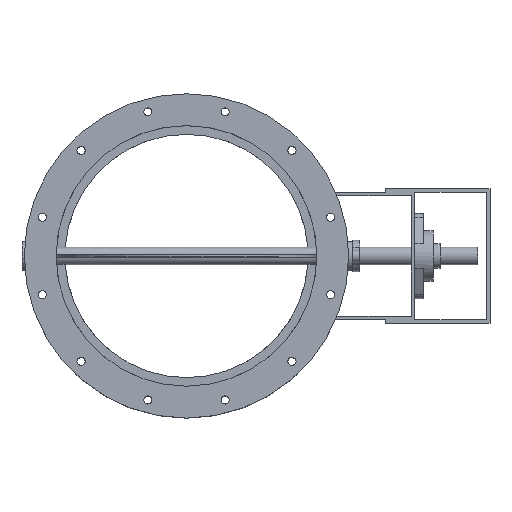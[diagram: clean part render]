
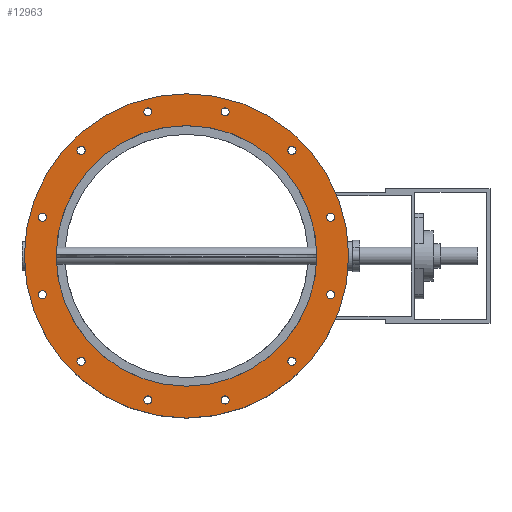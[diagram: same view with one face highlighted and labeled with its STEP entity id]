
A CAD part, top view. The second image highlights one B-rep face of the part: STEP entity #12963.
In plain terms, the highlighted planar face has unit normal (0, 0, 1).
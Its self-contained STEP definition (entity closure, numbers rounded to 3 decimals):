
#121=CIRCLE('',#13531,225.);
#127=CIRCLE('',#13541,280.);
#128=CIRCLE('',#13542,7.);
#129=CIRCLE('',#13543,7.);
#130=CIRCLE('',#13544,7.);
#131=CIRCLE('',#13545,7.);
#132=CIRCLE('',#13546,7.);
#133=CIRCLE('',#13547,7.);
#134=CIRCLE('',#13548,7.);
#135=CIRCLE('',#13549,7.);
#136=CIRCLE('',#13550,7.);
#137=CIRCLE('',#13551,7.);
#138=CIRCLE('',#13552,7.);
#139=CIRCLE('',#13553,7.);
#281=FACE_BOUND('',#2097,.T.);
#282=FACE_BOUND('',#2098,.T.);
#283=FACE_BOUND('',#2099,.T.);
#284=FACE_BOUND('',#2100,.T.);
#285=FACE_BOUND('',#2101,.T.);
#286=FACE_BOUND('',#2102,.T.);
#287=FACE_BOUND('',#2103,.T.);
#288=FACE_BOUND('',#2104,.T.);
#289=FACE_BOUND('',#2105,.T.);
#290=FACE_BOUND('',#2106,.T.);
#291=FACE_BOUND('',#2107,.T.);
#292=FACE_BOUND('',#2108,.T.);
#293=FACE_BOUND('',#2109,.T.);
#724=PLANE('',#13540);
#1341=FACE_OUTER_BOUND('',#2096,.T.);
#2096=EDGE_LOOP('',(#11251));
#2097=EDGE_LOOP('',(#11252));
#2098=EDGE_LOOP('',(#11253));
#2099=EDGE_LOOP('',(#11254));
#2100=EDGE_LOOP('',(#11255));
#2101=EDGE_LOOP('',(#11256));
#2102=EDGE_LOOP('',(#11257));
#2103=EDGE_LOOP('',(#11258));
#2104=EDGE_LOOP('',(#11259));
#2105=EDGE_LOOP('',(#11260));
#2106=EDGE_LOOP('',(#11261));
#2107=EDGE_LOOP('',(#11262));
#2108=EDGE_LOOP('',(#11263));
#2109=EDGE_LOOP('',(#11264));
#6254=VERTEX_POINT('',#22240);
#6265=VERTEX_POINT('',#22321);
#6266=VERTEX_POINT('',#22323);
#6267=VERTEX_POINT('',#22325);
#6268=VERTEX_POINT('',#22327);
#6269=VERTEX_POINT('',#22329);
#6270=VERTEX_POINT('',#22331);
#6271=VERTEX_POINT('',#22333);
#6272=VERTEX_POINT('',#22335);
#6273=VERTEX_POINT('',#22337);
#6274=VERTEX_POINT('',#22339);
#6275=VERTEX_POINT('',#22341);
#6276=VERTEX_POINT('',#22343);
#6277=VERTEX_POINT('',#22345);
#7946=EDGE_CURVE('',#6254,#6254,#121,.T.);
#7961=EDGE_CURVE('',#6265,#6265,#127,.T.);
#7962=EDGE_CURVE('',#6266,#6266,#128,.T.);
#7963=EDGE_CURVE('',#6267,#6267,#129,.T.);
#7964=EDGE_CURVE('',#6268,#6268,#130,.T.);
#7965=EDGE_CURVE('',#6269,#6269,#131,.T.);
#7966=EDGE_CURVE('',#6270,#6270,#132,.T.);
#7967=EDGE_CURVE('',#6271,#6271,#133,.T.);
#7968=EDGE_CURVE('',#6272,#6272,#134,.T.);
#7969=EDGE_CURVE('',#6273,#6273,#135,.T.);
#7970=EDGE_CURVE('',#6274,#6274,#136,.T.);
#7971=EDGE_CURVE('',#6275,#6275,#137,.T.);
#7972=EDGE_CURVE('',#6276,#6276,#138,.T.);
#7973=EDGE_CURVE('',#6277,#6277,#139,.T.);
#11251=ORIENTED_EDGE('',*,*,#7961,.T.);
#11252=ORIENTED_EDGE('',*,*,#7962,.T.);
#11253=ORIENTED_EDGE('',*,*,#7963,.T.);
#11254=ORIENTED_EDGE('',*,*,#7964,.T.);
#11255=ORIENTED_EDGE('',*,*,#7965,.T.);
#11256=ORIENTED_EDGE('',*,*,#7966,.T.);
#11257=ORIENTED_EDGE('',*,*,#7967,.T.);
#11258=ORIENTED_EDGE('',*,*,#7968,.T.);
#11259=ORIENTED_EDGE('',*,*,#7969,.T.);
#11260=ORIENTED_EDGE('',*,*,#7970,.T.);
#11261=ORIENTED_EDGE('',*,*,#7971,.T.);
#11262=ORIENTED_EDGE('',*,*,#7972,.T.);
#11263=ORIENTED_EDGE('',*,*,#7973,.T.);
#11264=ORIENTED_EDGE('',*,*,#7946,.T.);
#12963=ADVANCED_FACE('',(#1341,#281,#282,#283,#284,#285,#286,#287,#288,
#289,#290,#291,#292,#293),#724,.T.);
#13531=AXIS2_PLACEMENT_3D('',#22242,#15808,#15809);
#13540=AXIS2_PLACEMENT_3D('',#22320,#15831,#15832);
#13541=AXIS2_PLACEMENT_3D('',#22322,#15833,#15834);
#13542=AXIS2_PLACEMENT_3D('',#22324,#15835,#15836);
#13543=AXIS2_PLACEMENT_3D('',#22326,#15837,#15838);
#13544=AXIS2_PLACEMENT_3D('',#22328,#15839,#15840);
#13545=AXIS2_PLACEMENT_3D('',#22330,#15841,#15842);
#13546=AXIS2_PLACEMENT_3D('',#22332,#15843,#15844);
#13547=AXIS2_PLACEMENT_3D('',#22334,#15845,#15846);
#13548=AXIS2_PLACEMENT_3D('',#22336,#15847,#15848);
#13549=AXIS2_PLACEMENT_3D('',#22338,#15849,#15850);
#13550=AXIS2_PLACEMENT_3D('',#22340,#15851,#15852);
#13551=AXIS2_PLACEMENT_3D('',#22342,#15853,#15854);
#13552=AXIS2_PLACEMENT_3D('',#22344,#15855,#15856);
#13553=AXIS2_PLACEMENT_3D('',#22346,#15857,#15858);
#15808=DIRECTION('center_axis',(0.,0.,-1.));
#15809=DIRECTION('ref_axis',(-1.,0.,0.));
#15831=DIRECTION('center_axis',(0.,0.,1.));
#15832=DIRECTION('ref_axis',(1.,0.,0.));
#15833=DIRECTION('center_axis',(0.,0.,1.));
#15834=DIRECTION('ref_axis',(1.,0.,0.));
#15835=DIRECTION('center_axis',(0.,0.,-1.));
#15836=DIRECTION('ref_axis',(0.866,0.5,0.));
#15837=DIRECTION('center_axis',(0.,0.,-1.));
#15838=DIRECTION('ref_axis',(0.5,0.866,0.));
#15839=DIRECTION('center_axis',(0.,0.,-1.));
#15840=DIRECTION('ref_axis',(0.,1.,0.));
#15841=DIRECTION('center_axis',(0.,0.,-1.));
#15842=DIRECTION('ref_axis',(-0.5,0.866,0.));
#15843=DIRECTION('center_axis',(0.,0.,-1.));
#15844=DIRECTION('ref_axis',(-0.866,0.5,0.));
#15845=DIRECTION('center_axis',(0.,0.,-1.));
#15846=DIRECTION('ref_axis',(-1.,0.,0.));
#15847=DIRECTION('center_axis',(0.,0.,-1.));
#15848=DIRECTION('ref_axis',(-0.866,-0.5,0.));
#15849=DIRECTION('center_axis',(0.,0.,-1.));
#15850=DIRECTION('ref_axis',(-0.5,-0.866,0.));
#15851=DIRECTION('center_axis',(0.,0.,-1.));
#15852=DIRECTION('ref_axis',(0.,-1.,0.));
#15853=DIRECTION('center_axis',(0.,0.,-1.));
#15854=DIRECTION('ref_axis',(0.5,-0.866,0.));
#15855=DIRECTION('center_axis',(0.,0.,-1.));
#15856=DIRECTION('ref_axis',(0.866,-0.5,0.));
#15857=DIRECTION('center_axis',(0.,0.,-1.));
#15858=DIRECTION('ref_axis',(1.,0.,0.));
#22240=CARTESIAN_POINT('',(225.,0.,80.));
#22242=CARTESIAN_POINT('Origin',(0.,0.,80.));
#22320=CARTESIAN_POINT('Origin',(0.,0.,80.));
#22321=CARTESIAN_POINT('',(-280.,0.,80.));
#22322=CARTESIAN_POINT('Origin',(0.,0.,80.));
#22323=CARTESIAN_POINT('',(-72.708,245.226,80.));
#22324=CARTESIAN_POINT('Origin',(-66.646,248.726,80.));
#22325=CARTESIAN_POINT('',(-185.58,176.018,80.));
#22326=CARTESIAN_POINT('Origin',(-182.08,182.08,80.));
#22327=CARTESIAN_POINT('',(-248.726,59.646,80.));
#22328=CARTESIAN_POINT('Origin',(-248.726,66.646,80.));
#22329=CARTESIAN_POINT('',(-245.226,-72.708,80.));
#22330=CARTESIAN_POINT('Origin',(-248.726,-66.646,80.));
#22331=CARTESIAN_POINT('',(-176.018,-185.58,80.));
#22332=CARTESIAN_POINT('Origin',(-182.08,-182.08,80.));
#22333=CARTESIAN_POINT('',(-59.646,-248.726,80.));
#22334=CARTESIAN_POINT('Origin',(-66.646,-248.726,80.));
#22335=CARTESIAN_POINT('',(72.708,-245.226,80.));
#22336=CARTESIAN_POINT('Origin',(66.646,-248.726,80.));
#22337=CARTESIAN_POINT('',(185.58,-176.018,80.));
#22338=CARTESIAN_POINT('Origin',(182.08,-182.08,80.));
#22339=CARTESIAN_POINT('',(248.726,-59.646,80.));
#22340=CARTESIAN_POINT('Origin',(248.726,-66.646,80.));
#22341=CARTESIAN_POINT('',(245.226,72.708,80.));
#22342=CARTESIAN_POINT('Origin',(248.726,66.646,80.));
#22343=CARTESIAN_POINT('',(176.018,185.58,80.));
#22344=CARTESIAN_POINT('Origin',(182.08,182.08,80.));
#22345=CARTESIAN_POINT('',(59.646,248.726,80.));
#22346=CARTESIAN_POINT('Origin',(66.646,248.726,80.));
